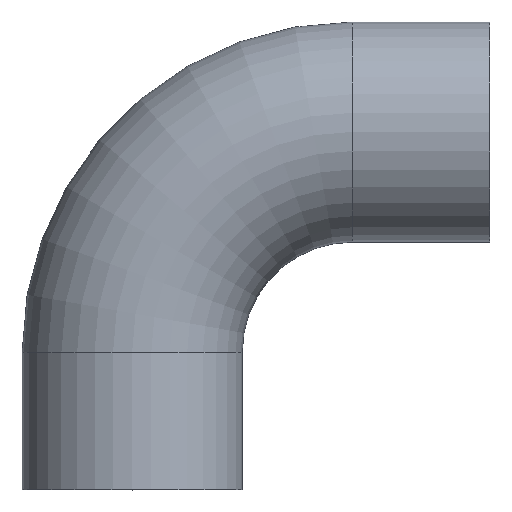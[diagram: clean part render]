
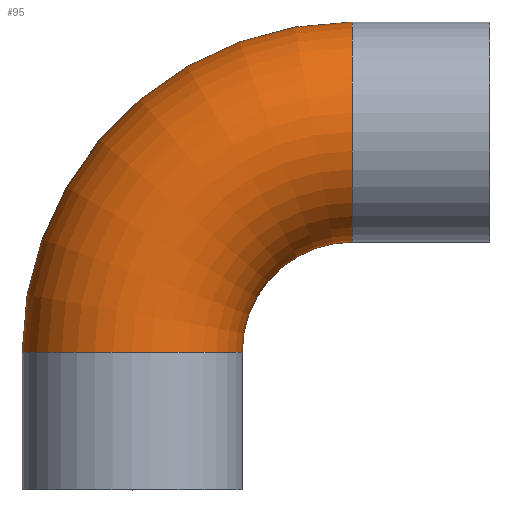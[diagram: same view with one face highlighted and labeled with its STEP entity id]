
A CAD part, top view. The second image highlights one B-rep face of the part: STEP entity #95.
In plain terms, the highlighted toroidal (fillet/blend) face has major radius 160 mm and minor radius 80 mm.
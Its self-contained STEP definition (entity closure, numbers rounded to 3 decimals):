
#95 = ADVANCED_FACE( '', ( #231 ), #232, .T. );
#115 = EDGE_CURVE( '', #195, #173, #257, .T. );
#119 = VERTEX_POINT( '', #261 );
#141 = EDGE_CURVE( '', #185, #119, #284, .T. );
#145 = EDGE_CURVE( '', #119, #173, #289, .T. );
#173 = VERTEX_POINT( '', #318 );
#185 = VERTEX_POINT( '', #333 );
#187 = EDGE_CURVE( '', #195, #185, #335, .T. );
#195 = VERTEX_POINT( '', #345 );
#231 = FACE_OUTER_BOUND( '', #374, .T. );
#232 = TOROIDAL_SURFACE( '', #375, 160., 80. );
#257 = CIRCLE( '', #403, 80. );
#261 = CARTESIAN_POINT( '', ( 80., 100., 0. ) );
#284 = CIRCLE( '', #441, 80. );
#289 = CIRCLE( '', #447, 80. );
#318 = CARTESIAN_POINT( '', ( 160., 180., 0. ) );
#333 = CARTESIAN_POINT( '', ( -80., 100., 0. ) );
#335 = CIRCLE( '', #507, 240. );
#345 = CARTESIAN_POINT( '', ( 160., 340., 0. ) );
#374 = EDGE_LOOP( '', ( #544, #545, #546, #547 ) );
#375 = AXIS2_PLACEMENT_3D( '', #548, #549, #550 );
#403 = AXIS2_PLACEMENT_3D( '', #589, #590, #591 );
#441 = AXIS2_PLACEMENT_3D( '', #615, #616, #617 );
#447 = AXIS2_PLACEMENT_3D( '', #626, #627, #628 );
#507 = AXIS2_PLACEMENT_3D( '', #684, #685, #686 );
#544 = ORIENTED_EDGE( '', *, *, #187, .T. );
#545 = ORIENTED_EDGE( '', *, *, #141, .T. );
#546 = ORIENTED_EDGE( '', *, *, #145, .T. );
#547 = ORIENTED_EDGE( '', *, *, #115, .F. );
#548 = CARTESIAN_POINT( '', ( 160., 100., 0. ) );
#549 = DIRECTION( '', ( 0., 0., 1. ) );
#550 = DIRECTION( '', ( 1., 0., 0. ) );
#589 = CARTESIAN_POINT( '', ( 160., 260., 0. ) );
#590 = DIRECTION( '', ( 1., 0., 0. ) );
#591 = DIRECTION( '', ( 0., -1., 0. ) );
#615 = CARTESIAN_POINT( '', ( 0., 100., 0. ) );
#616 = DIRECTION( '', ( 0., 1., 0. ) );
#617 = DIRECTION( '', ( 1., 0., 0. ) );
#626 = CARTESIAN_POINT( '', ( 160., 100., 0. ) );
#627 = DIRECTION( '', ( 0., 0., -1. ) );
#628 = DIRECTION( '', ( 1., 0., 0. ) );
#684 = CARTESIAN_POINT( '', ( 160., 100., 0. ) );
#685 = DIRECTION( '', ( 0., 0., 1. ) );
#686 = DIRECTION( '', ( 1., 0., 0. ) );
